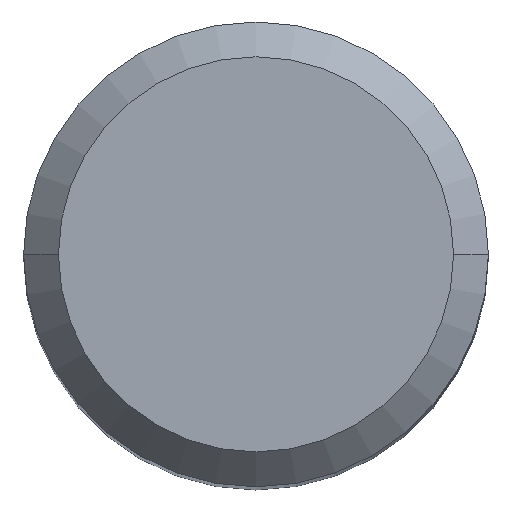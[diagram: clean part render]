
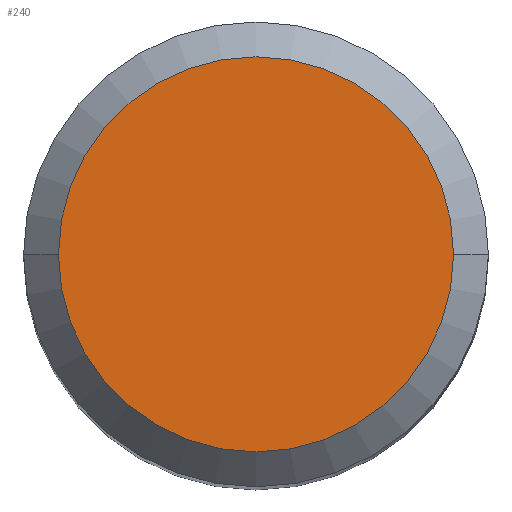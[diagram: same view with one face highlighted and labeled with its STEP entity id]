
A CAD part, top view. The second image highlights one B-rep face of the part: STEP entity #240.
In plain terms, the highlighted planar face has unit normal (0, 0, 1).
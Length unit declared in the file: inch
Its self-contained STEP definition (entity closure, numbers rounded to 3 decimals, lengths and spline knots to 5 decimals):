
#11 = VERTEX_POINT ( 'NONE', #175 ) ;
#14 = CARTESIAN_POINT ( 'NONE',  ( 0., 0., 0. ) ) ;
#32 = AXIS2_PLACEMENT_3D ( 'NONE', #124, #88, #393 ) ;
#66 = PLANE ( 'NONE',  #150 ) ;
#88 = DIRECTION ( 'NONE',  ( 0., 0., 1. ) ) ;
#124 = CARTESIAN_POINT ( 'NONE',  ( 0., 0., 0. ) ) ;
#133 = CARTESIAN_POINT ( 'NONE',  ( -0.16732, 0., 0. ) ) ;
#137 = DIRECTION ( 'NONE',  ( 1., 0., 0. ) ) ;
#150 = AXIS2_PLACEMENT_3D ( 'NONE', #153, #375, #336 ) ;
#153 = CARTESIAN_POINT ( 'NONE',  ( 0., 0., 0. ) ) ;
#166 = EDGE_CURVE ( 'NONE', #459, #11, #400, .T. ) ;
#175 = CARTESIAN_POINT ( 'NONE',  ( 0.16732, 0., 0. ) ) ;
#201 = EDGE_LOOP ( 'NONE', ( #275, #213 ) ) ;
#213 = ORIENTED_EDGE ( 'NONE', *, *, #426, .T. ) ;
#228 = FACE_OUTER_BOUND ( 'NONE', #201, .T. ) ;
#240 = ADVANCED_FACE ( 'NONE', ( #228 ), #66, .F. ) ;
#275 = ORIENTED_EDGE ( 'NONE', *, *, #166, .T. ) ;
#285 = AXIS2_PLACEMENT_3D ( 'NONE', #14, #480, #137 ) ;
#336 = DIRECTION ( 'NONE',  ( -1., 0., 0. ) ) ;
#353 = CIRCLE ( 'NONE', #32, 0.16732 ) ;
#375 = DIRECTION ( 'NONE',  ( 0., 0., -1. ) ) ;
#393 = DIRECTION ( 'NONE',  ( 1., 0., 0. ) ) ;
#400 = CIRCLE ( 'NONE', #285, 0.16732 ) ;
#426 = EDGE_CURVE ( 'NONE', #11, #459, #353, .T. ) ;
#459 = VERTEX_POINT ( 'NONE', #133 ) ;
#480 = DIRECTION ( 'NONE',  ( 0., 0., 1. ) ) ;
